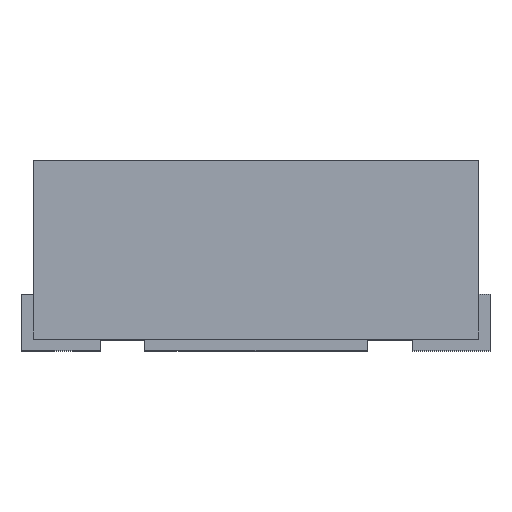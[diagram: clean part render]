
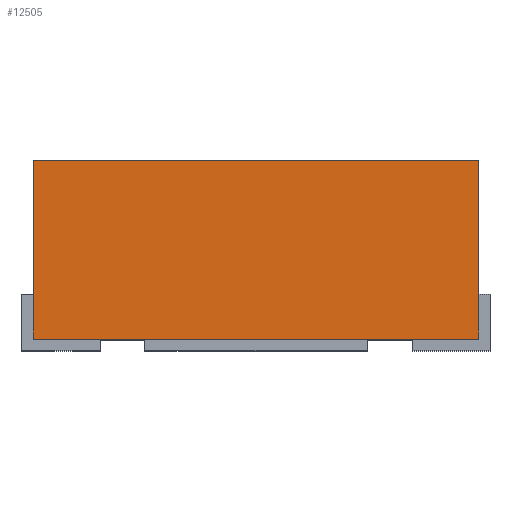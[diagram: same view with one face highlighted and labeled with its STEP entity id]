
A CAD part, top view. The second image highlights one B-rep face of the part: STEP entity #12505.
In plain terms, the highlighted planar face has unit normal (0, 0, 1).
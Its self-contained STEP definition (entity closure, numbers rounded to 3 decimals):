
#2310=FACE_OUTER_BOUND('',#3016,.T.);
#3016=EDGE_LOOP('',(#11634,#11635,#11636,#11637));
#3865=LINE('',#26474,#4721);
#3872=LINE('',#26494,#4728);
#3873=LINE('',#26497,#4729);
#3874=LINE('',#26498,#4730);
#4721=VECTOR('',#13861,10.);
#4728=VECTOR('',#13886,10.);
#4729=VECTOR('',#13889,10.);
#4730=VECTOR('',#13890,10.);
#5985=VERTEX_POINT('',#26471);
#5986=VERTEX_POINT('',#26473);
#5990=VERTEX_POINT('',#26492);
#5991=VERTEX_POINT('',#26496);
#7871=EDGE_CURVE('',#5985,#5986,#3865,.T.);
#7878=EDGE_CURVE('',#5990,#5986,#3872,.T.);
#7879=EDGE_CURVE('',#5991,#5990,#3873,.T.);
#7880=EDGE_CURVE('',#5991,#5985,#3874,.T.);
#11634=ORIENTED_EDGE('',*,*,#7879,.T.);
#11635=ORIENTED_EDGE('',*,*,#7878,.T.);
#11636=ORIENTED_EDGE('',*,*,#7871,.F.);
#11637=ORIENTED_EDGE('',*,*,#7880,.F.);
#11823=PLANE('',#12700);
#12505=ADVANCED_FACE('',(#2310),#11823,.T.);
#12700=AXIS2_PLACEMENT_3D('',#26495,#13887,#13888);
#13861=DIRECTION('',(1.,0.,0.));
#13886=DIRECTION('',(0.,1.,0.));
#13887=DIRECTION('center_axis',(0.,0.,1.));
#13888=DIRECTION('ref_axis',(1.,0.,0.));
#13889=DIRECTION('',(1.,0.,0.));
#13890=DIRECTION('',(0.,1.,0.));
#26471=CARTESIAN_POINT('',(-1.,0.85,1.5));
#26473=CARTESIAN_POINT('',(1.,0.85,1.5));
#26474=CARTESIAN_POINT('',(-1.,0.85,1.5));
#26492=CARTESIAN_POINT('',(1.,0.05,1.5));
#26494=CARTESIAN_POINT('',(1.,0.05,1.5));
#26495=CARTESIAN_POINT('Origin',(-1.,0.05,1.5));
#26496=CARTESIAN_POINT('',(-1.,0.05,1.5));
#26497=CARTESIAN_POINT('',(-1.,0.05,1.5));
#26498=CARTESIAN_POINT('',(-1.,0.05,1.5));
